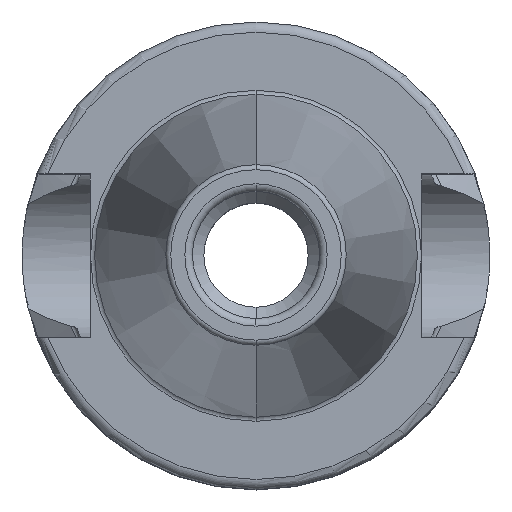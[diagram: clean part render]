
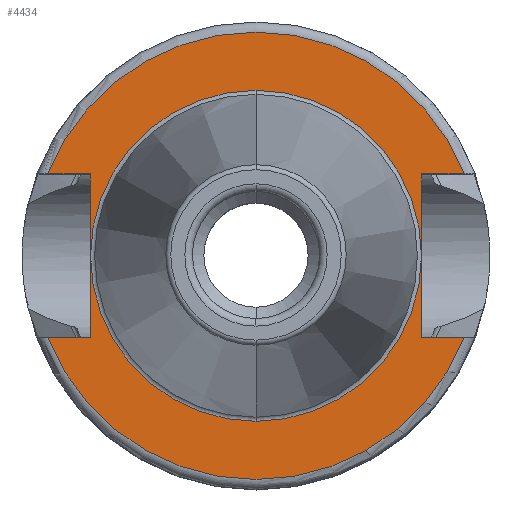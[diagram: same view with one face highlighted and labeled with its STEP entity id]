
A CAD part, top view. The second image highlights one B-rep face of the part: STEP entity #4434.
In plain terms, the highlighted planar face has unit normal (0, 0, 1).
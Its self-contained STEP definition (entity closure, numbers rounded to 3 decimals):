
#1531=DIRECTION('',(1,0,0));
#1532=VECTOR('',#1531,4.174);
#1533=CARTESIAN_POINT('',(-20.474,-8.05,20));
#1534=LINE('',#1533,#1532);
#1535=DIRECTION('',(0,1,0));
#1536=VECTOR('',#1535,16.1);
#1537=CARTESIAN_POINT('',(-16.3,-8.05,20));
#1538=LINE('',#1537,#1536);
#1539=DIRECTION('',(1,0,0));
#1540=VECTOR('',#1539,4.174);
#1541=CARTESIAN_POINT('',(-20.474,8.05,20));
#1542=LINE('',#1541,#1540);
#1543=DIRECTION('',(-1,0,0));
#1544=VECTOR('',#1543,4.174);
#1545=CARTESIAN_POINT('',(20.474,8.05,20));
#1546=LINE('',#1545,#1544);
#1547=DIRECTION('',(0,-1,0));
#1548=VECTOR('',#1547,16.1);
#1549=CARTESIAN_POINT('',(16.3,8.05,20));
#1550=LINE('',#1549,#1548);
#1551=DIRECTION('',(-1,0,0));
#1552=VECTOR('',#1551,4.174);
#1553=CARTESIAN_POINT('',(20.474,-8.05,20));
#1554=LINE('',#1553,#1552);
#1565=CARTESIAN_POINT('',(0,0,20));
#1566=DIRECTION('',(0,0,1));
#1567=DIRECTION('',(0,1,0));
#1568=AXIS2_PLACEMENT_3D('',#1565,#1566,#1567);
#1570=CARTESIAN_POINT('',(0,0,20));
#1571=DIRECTION('',(0,0,-1));
#1572=DIRECTION('',(0,1,0));
#1573=AXIS2_PLACEMENT_3D('',#1570,#1571,#1572);
#1810=CARTESIAN_POINT('',(0,0,20));
#1811=DIRECTION('',(0,0,1));
#1812=DIRECTION('',(-0.931,-0.366,0));
#1813=AXIS2_PLACEMENT_3D('',#1810,#1811,#1812);
#1827=CARTESIAN_POINT('',(0,0,20));
#1828=DIRECTION('',(0,0,1));
#1829=DIRECTION('',(0.931,0.366,0));
#1830=AXIS2_PLACEMENT_3D('',#1827,#1828,#1829);
#2305=CARTESIAN_POINT('',(-20.474,-8.05,20));
#2306=CARTESIAN_POINT('',(-16.3,-8.05,20));
#2307=VERTEX_POINT('',#2305);
#2308=VERTEX_POINT('',#2306);
#2309=CARTESIAN_POINT('',(-16.3,8.05,20));
#2310=VERTEX_POINT('',#2309);
#2311=CARTESIAN_POINT('',(-20.474,8.05,20));
#2312=VERTEX_POINT('',#2311);
#2313=CARTESIAN_POINT('',(16.3,8.05,20));
#2314=CARTESIAN_POINT('',(16.3,-8.05,20));
#2315=VERTEX_POINT('',#2313);
#2316=VERTEX_POINT('',#2314);
#2317=CARTESIAN_POINT('',(20.474,-8.05,20));
#2318=VERTEX_POINT('',#2317);
#2319=CARTESIAN_POINT('',(20.474,8.05,20));
#2320=VERTEX_POINT('',#2319);
#2363=CARTESIAN_POINT('',(0,16.275,20));
#2365=VERTEX_POINT('',#2363);
#2369=CARTESIAN_POINT('',(0,-16.275,20));
#2371=VERTEX_POINT('',#2369);
#4411=CARTESIAN_POINT('',(0,0,20));
#4412=DIRECTION('',(0,0,-1));
#4413=DIRECTION('',(0,-1,0));
#4414=AXIS2_PLACEMENT_3D('',#4411,#4412,#4413);
#4415=PLANE('',#4414);
#4416=ORIENTED_EDGE('',*,*,#4402,.T.);
#4417=ORIENTED_EDGE('',*,*,#4227,.T.);
#4418=ORIENTED_EDGE('',*,*,#4246,.F.);
#4420=ORIENTED_EDGE('',*,*,#4419,.F.);
#4421=ORIENTED_EDGE('',*,*,#4327,.T.);
#4422=ORIENTED_EDGE('',*,*,#4345,.T.);
#4423=ORIENTED_EDGE('',*,*,#4362,.F.);
#4425=ORIENTED_EDGE('',*,*,#4424,.F.);
#4426=EDGE_LOOP('',(#4416,#4417,#4418,#4420,#4421,#4422,#4423,#4425));
#4427=FACE_OUTER_BOUND('',#4426,.F.);
#4429=ORIENTED_EDGE('',*,*,#4428,.T.);
#4431=ORIENTED_EDGE('',*,*,#4430,.F.);
#4432=EDGE_LOOP('',(#4429,#4431));
#4433=FACE_BOUND('',#4432,.F.);
#4434=ADVANCED_FACE('',(#4427,#4433),#4415,.F.);
#1569=CIRCLE('',#1568,16.275);
#1574=CIRCLE('',#1573,16.275);
#1814=CIRCLE('',#1813,22);
#1831=CIRCLE('',#1830,22);
#4227=EDGE_CURVE('',#2308,#2310,#1538,.T.);
#4246=EDGE_CURVE('',#2312,#2310,#1542,.T.);
#4327=EDGE_CURVE('',#2320,#2315,#1546,.T.);
#4345=EDGE_CURVE('',#2315,#2316,#1550,.T.);
#4362=EDGE_CURVE('',#2318,#2316,#1554,.T.);
#4402=EDGE_CURVE('',#2307,#2308,#1534,.T.);
#4419=EDGE_CURVE('',#2320,#2312,#1831,.T.);
#4424=EDGE_CURVE('',#2307,#2318,#1814,.T.);
#4428=EDGE_CURVE('',#2365,#2371,#1569,.T.);
#4430=EDGE_CURVE('',#2365,#2371,#1574,.T.);
